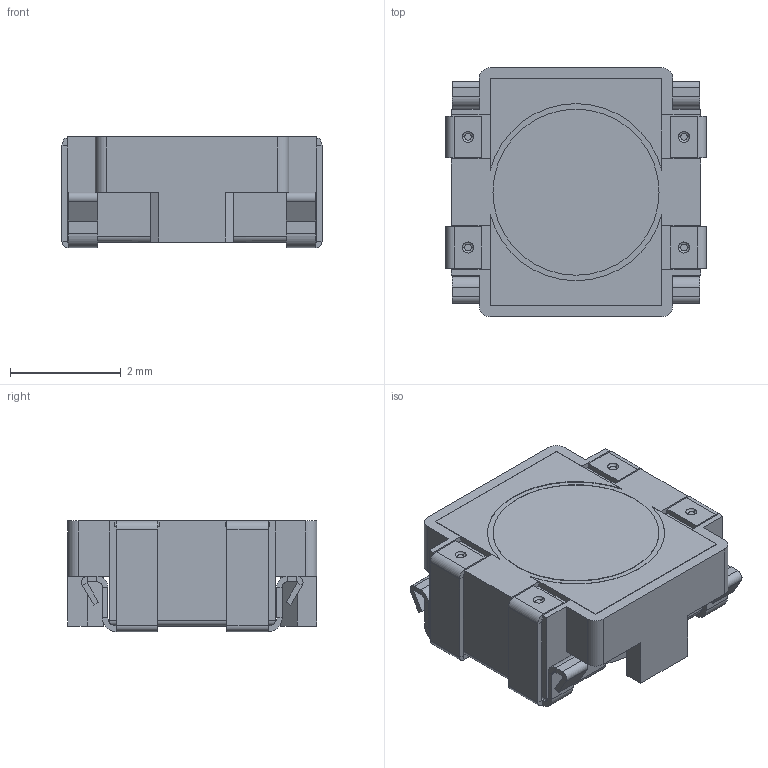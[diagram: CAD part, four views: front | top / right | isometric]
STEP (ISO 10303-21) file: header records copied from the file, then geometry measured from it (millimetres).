
FILE_DESCRIPTION (( 'STEP AP214' ), '1' );
FILE_NAME ('FILTER-SMD_4P-L4.7-W4.5-H2.0-BL.step', '2022-06-24T03:12:16', ( '' ), ( '' ), 'SwSTEP 2.0', 'SolidWorks 2020', '' );
FILE_SCHEMA (( 'AUTOMOTIVE_DESIGN' ));
Length unit declared in the file: millimetre
Products named in the file (1): FILTER-SMD_4P-L4.7-W4.5-H2.0-BL
Bounding box: 4.7 x 4.51 x 2.01 mm (x, y, z)
Volume: 32.5 mm3; surface area: 118 mm2
Topology: 5 solids, 5 shells, 566 faces, 1396 edges, 876 vertices
Faces by surface type: plane 379, bspline 112, cylinder 59, torus 16
Entity records: 20871 total; most frequent: CARTESIAN_POINT 4967, ORIENTED_EDGE 2792, DIRECTION 2228, EDGE_CURVE 1396, LINE 1002, VECTOR 1002, VERTEX_POINT 876, AXIS2_PLACEMENT_3D 613
